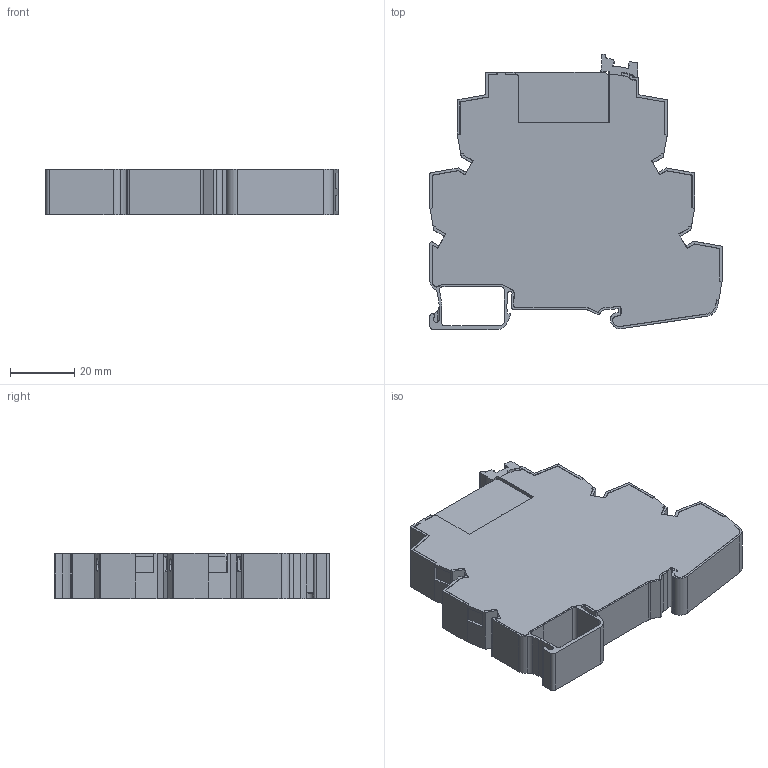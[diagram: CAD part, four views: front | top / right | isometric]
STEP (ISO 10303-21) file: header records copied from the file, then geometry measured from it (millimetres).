
FILE_DESCRIPTION (( 'STEP AP214' ), '1' );
FILE_NAME ('KPR_SWE.STP', '2017-01-31T14:44:55', ( '' ), ( '' ), 'SwSTEP 2.0', 'SolidWorks 2016', '' );
FILE_SCHEMA (( 'AUTOMOTIVE_DESIGN' ));
Length unit declared in the file: millimetre
Products named in the file (1): KPR_SWE
Bounding box: 91.05 x 85.79 x 14.09 mm (x, y, z)
Volume: 75990.8 mm3; surface area: 22755.5 mm2
Topology: 1 solids, 8 shells, 1024 faces, 3019 edges, 2010 vertices
Faces by surface type: plane 732, cylinder 256, cone 33, torus 3
Entity records: 37134 total; most frequent: CARTESIAN_POINT 6297, ORIENTED_EDGE 6038, DIRECTION 5617, EDGE_CURVE 3019, VECTOR 2377, LINE 2377, VERTEX_POINT 2010, AXIS2_PLACEMENT_3D 1620
